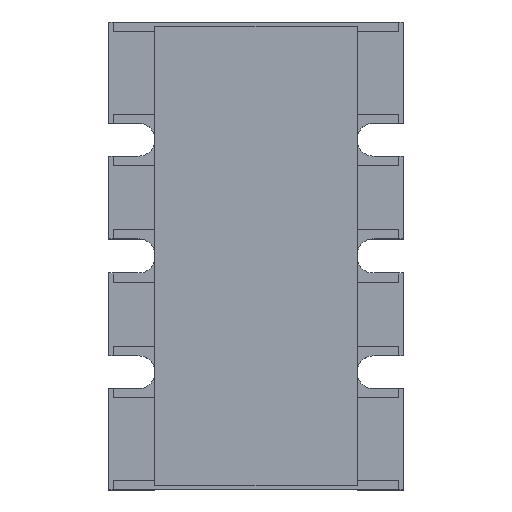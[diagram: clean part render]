
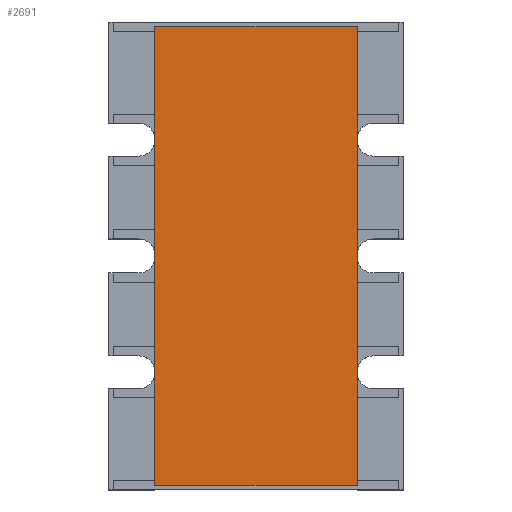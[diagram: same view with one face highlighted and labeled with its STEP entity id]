
A CAD part, top view. The second image highlights one B-rep face of the part: STEP entity #2691.
In plain terms, the highlighted planar face has unit normal (0, 0, 1).
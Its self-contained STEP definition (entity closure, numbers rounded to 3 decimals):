
#211=FACE_OUTER_BOUND('',#355,.T.);
#355=EDGE_LOOP('',(#2397,#2398,#2399,#2400));
#697=LINE('',#4304,#1045);
#698=LINE('',#4306,#1046);
#699=LINE('',#4308,#1047);
#700=LINE('',#4309,#1048);
#1045=VECTOR('',#3540,2.2);
#1046=VECTOR('',#3541,4.98);
#1047=VECTOR('',#3542,2.2);
#1048=VECTOR('',#3543,4.98);
#1297=VERTEX_POINT('',#4302);
#1298=VERTEX_POINT('',#4303);
#1299=VERTEX_POINT('',#4305);
#1300=VERTEX_POINT('',#4307);
#1665=EDGE_CURVE('',#1297,#1298,#697,.T.);
#1666=EDGE_CURVE('',#1299,#1297,#698,.T.);
#1667=EDGE_CURVE('',#1300,#1299,#699,.T.);
#1668=EDGE_CURVE('',#1298,#1300,#700,.T.);
#2397=ORIENTED_EDGE('',*,*,#1665,.F.);
#2398=ORIENTED_EDGE('',*,*,#1666,.F.);
#2399=ORIENTED_EDGE('',*,*,#1667,.F.);
#2400=ORIENTED_EDGE('',*,*,#1668,.F.);
#2547=PLANE('',#2870);
#2691=ADVANCED_FACE('',(#211),#2547,.F.);
#2870=AXIS2_PLACEMENT_3D('',#4301,#3538,#3539);
#3538=DIRECTION('center_axis',(0.,0.,-1.));
#3539=DIRECTION('ref_axis',(0.,1.,0.));
#3540=DIRECTION('',(1.,0.,0.));
#3541=DIRECTION('',(0.,1.,0.));
#3542=DIRECTION('',(-1.,0.,0.));
#3543=DIRECTION('',(0.,-1.,0.));
#4301=CARTESIAN_POINT('Origin',(0.,0.,
0.7));
#4302=CARTESIAN_POINT('',(-1.1,2.49,0.7));
#4303=CARTESIAN_POINT('',(1.1,2.49,0.7));
#4304=CARTESIAN_POINT('',(0.,2.49,0.7));
#4305=CARTESIAN_POINT('',(-1.1,-2.49,0.7));
#4306=CARTESIAN_POINT('',(-1.1,0.,0.7));
#4307=CARTESIAN_POINT('',(1.1,-2.49,0.7));
#4308=CARTESIAN_POINT('',(0.,-2.49,0.7));
#4309=CARTESIAN_POINT('',(1.1,0.,0.7));
